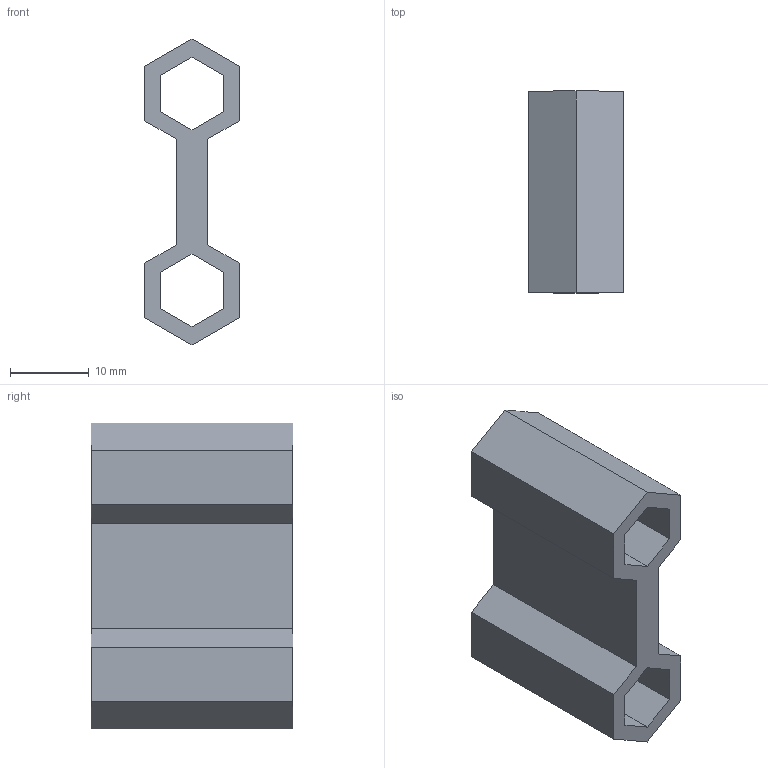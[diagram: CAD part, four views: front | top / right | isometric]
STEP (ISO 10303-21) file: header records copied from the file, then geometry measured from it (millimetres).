
FILE_DESCRIPTION(('FreeCAD Model'),'2;1');
FILE_NAME('Open CASCADE Shape Model','2025-10-30T11:46:59',( 'Benjamin W.'),('Chronic Mechatronic'), 'Open CASCADE STEP processor 7.8','FreeCAD','Unknown');
FILE_SCHEMA(('AUTOMOTIVE_DESIGN { 1 0 10303 214 1 1 1 1 }'));
Length unit declared in the file: millimetre
Products named in the file (1): nut retainer
Bounding box: 12 x 25.6 x 38.86 mm (x, y, z)
Volume: 4806.6 mm3; surface area: 4375.1 mm2
Topology: 1 solids, 1 shells, 28 faces, 78 edges, 52 vertices
Faces by surface type: plane 28
Entity records: 912 total; most frequent: CARTESIAN_POINT 159, ORIENTED_EDGE 156, DIRECTION 136, EDGE_CURVE 78, LINE 78, VECTOR 78, VERTEX_POINT 52, FACE_BOUND 32
